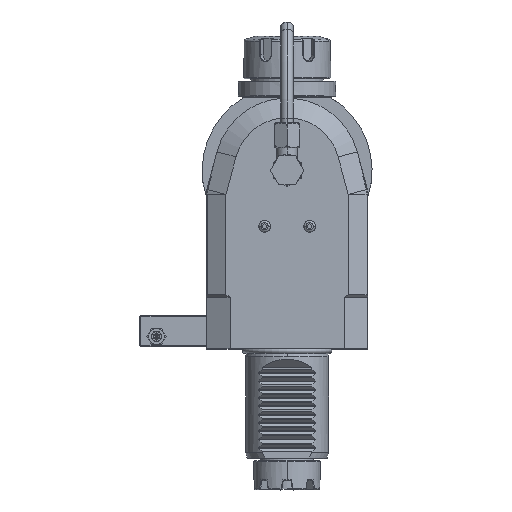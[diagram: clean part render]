
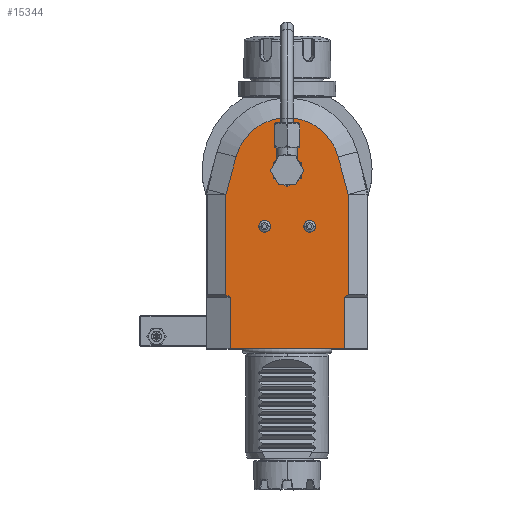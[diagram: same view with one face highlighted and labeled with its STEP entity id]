
A CAD part, top view. The second image highlights one B-rep face of the part: STEP entity #15344.
In plain terms, the highlighted planar face has unit normal (0, 0, 1).
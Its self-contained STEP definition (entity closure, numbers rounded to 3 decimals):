
#250=DIRECTION('',(-1.,0.,0.));
#251=VECTOR('',#250,55.);
#252=CARTESIAN_POINT('',(27.5,-86.,40.));
#253=LINE('',#252,#251);
#426=DIRECTION('',(0.,-1.,0.));
#427=VECTOR('',#426,25.);
#428=CARTESIAN_POINT('',(27.5,-61.,40.));
#429=LINE('',#428,#427);
#430=DIRECTION('',(0.,1.,0.));
#431=VECTOR('',#430,25.);
#432=CARTESIAN_POINT('',(-27.5,-86.,40.));
#433=LINE('',#432,#431);
#434=DIRECTION('',(0.894,-0.447,0.));
#435=VECTOR('',#434,2.236);
#436=CARTESIAN_POINT('',(-29.5,-60.,40.));
#437=LINE('',#436,#435);
#438=DIRECTION('',(0.,-1.,0.));
#439=VECTOR('',#438,48.363);
#440=CARTESIAN_POINT('',(-29.5,-11.637,40.));
#441=LINE('',#440,#439);
#442=CARTESIAN_POINT('',(-29.,-11.637,40.));
#443=DIRECTION('',(0.,0.,1.));
#444=DIRECTION('',(-0.966,0.259,0.));
#445=AXIS2_PLACEMENT_3D('',#442,#443,#444);
#447=DIRECTION('',(-0.259,-0.966,0.));
#448=VECTOR('',#447,18.746);
#449=CARTESIAN_POINT('',(-24.631,6.6,40.));
#450=LINE('',#449,#448);
#451=CARTESIAN_POINT('',(0.,0.,40.));
#452=DIRECTION('',(0.,0.,1.));
#453=DIRECTION('',(0.966,0.259,0.));
#454=AXIS2_PLACEMENT_3D('',#451,#452,#453);
#456=DIRECTION('',(-0.259,0.966,0.));
#457=VECTOR('',#456,18.746);
#458=CARTESIAN_POINT('',(29.483,-11.507,40.));
#459=LINE('',#458,#457);
#460=CARTESIAN_POINT('',(29.,-11.637,40.));
#461=DIRECTION('',(0.,0.,1.));
#462=DIRECTION('',(1.,0.,0.));
#463=AXIS2_PLACEMENT_3D('',#460,#461,#462);
#465=DIRECTION('',(0.,1.,0.));
#466=VECTOR('',#465,48.363);
#467=CARTESIAN_POINT('',(29.5,-60.,40.));
#468=LINE('',#467,#466);
#469=DIRECTION('',(0.894,0.447,0.));
#470=VECTOR('',#469,2.236);
#471=CARTESIAN_POINT('',(27.5,-61.,40.));
#472=LINE('',#471,#470);
#473=CARTESIAN_POINT('',(0.,0.,40.));
#474=DIRECTION('',(0.,0.,1.));
#475=DIRECTION('',(1.,0.,0.));
#476=AXIS2_PLACEMENT_3D('',#473,#474,#475);
#478=CARTESIAN_POINT('',(0.,0.,40.));
#479=DIRECTION('',(0.,0.,1.));
#480=DIRECTION('',(-1.,0.,0.));
#481=AXIS2_PLACEMENT_3D('',#478,#479,#480);
#483=CARTESIAN_POINT('',(10.864,-26.888,40.));
#484=DIRECTION('',(0.,0.,1.));
#485=DIRECTION('',(-1.,0.,0.));
#486=AXIS2_PLACEMENT_3D('',#483,#484,#485);
#488=CARTESIAN_POINT('',(10.864,-26.888,40.));
#489=DIRECTION('',(0.,0.,1.));
#490=DIRECTION('',(1.,0.,0.));
#491=AXIS2_PLACEMENT_3D('',#488,#489,#490);
#493=CARTESIAN_POINT('',(-10.864,-26.888,40.));
#494=DIRECTION('',(0.,0.,1.));
#495=DIRECTION('',(-1.,0.,0.));
#496=AXIS2_PLACEMENT_3D('',#493,#494,#495);
#498=CARTESIAN_POINT('',(-10.864,-26.888,40.));
#499=DIRECTION('',(0.,0.,1.));
#500=DIRECTION('',(1.,0.,0.));
#501=AXIS2_PLACEMENT_3D('',#498,#499,#500);
#13420=CARTESIAN_POINT('',(24.631,6.6,40.));
#13421=CARTESIAN_POINT('',(-24.631,6.6,40.));
#13422=VERTEX_POINT('',#13420);
#13423=VERTEX_POINT('',#13421);
#13428=CARTESIAN_POINT('',(-29.483,-11.507,40.));
#13429=VERTEX_POINT('',#13428);
#13430=CARTESIAN_POINT('',(29.483,-11.507,40.));
#13431=VERTEX_POINT('',#13430);
#13432=CARTESIAN_POINT('',(-29.5,-11.637,40.));
#13433=VERTEX_POINT('',#13432);
#13434=CARTESIAN_POINT('',(29.5,-11.637,40.));
#13435=VERTEX_POINT('',#13434);
#13453=CARTESIAN_POINT('',(29.5,-60.,40.));
#13455=VERTEX_POINT('',#13453);
#13462=CARTESIAN_POINT('',(-29.5,-60.,40.));
#13463=VERTEX_POINT('',#13462);
#13774=CARTESIAN_POINT('',(-13.714,-26.888,40.));
#13775=CARTESIAN_POINT('',(-8.014,-26.888,40.));
#13776=VERTEX_POINT('',#13774);
#13777=VERTEX_POINT('',#13775);
#13810=CARTESIAN_POINT('',(8.014,-26.888,40.));
#13811=CARTESIAN_POINT('',(13.714,-26.888,40.));
#13812=VERTEX_POINT('',#13810);
#13813=VERTEX_POINT('',#13811);
#13926=CARTESIAN_POINT('',(27.5,-61.,40.));
#13927=VERTEX_POINT('',#13926);
#13928=CARTESIAN_POINT('',(-27.5,-61.,40.));
#13929=VERTEX_POINT('',#13928);
#14563=CARTESIAN_POINT('',(6.5,0.,40.));
#14564=CARTESIAN_POINT('',(-6.5,0.,40.));
#14565=VERTEX_POINT('',#14563);
#14566=VERTEX_POINT('',#14564);
#14727=CARTESIAN_POINT('',(-27.5,-86.,40.));
#14729=VERTEX_POINT('',#14727);
#14732=CARTESIAN_POINT('',(27.5,-86.,40.));
#14734=VERTEX_POINT('',#14732);
#15297=CARTESIAN_POINT('',(0.,0.,40.));
#15298=DIRECTION('',(0.,0.,1.));
#15299=DIRECTION('',(1.,0.,0.));
#15300=AXIS2_PLACEMENT_3D('',#15297,#15298,#15299);
#15301=PLANE('',#15300);
#15303=ORIENTED_EDGE('',*,*,#15302,.T.);
#15304=ORIENTED_EDGE('',*,*,#15261,.T.);
#15305=ORIENTED_EDGE('',*,*,#15288,.T.);
#15307=ORIENTED_EDGE('',*,*,#15306,.F.);
#15309=ORIENTED_EDGE('',*,*,#15308,.F.);
#15311=ORIENTED_EDGE('',*,*,#15310,.F.);
#15313=ORIENTED_EDGE('',*,*,#15312,.F.);
#15315=ORIENTED_EDGE('',*,*,#15314,.F.);
#15317=ORIENTED_EDGE('',*,*,#15316,.F.);
#15319=ORIENTED_EDGE('',*,*,#15318,.F.);
#15321=ORIENTED_EDGE('',*,*,#15320,.F.);
#15323=ORIENTED_EDGE('',*,*,#15322,.F.);
#15324=EDGE_LOOP('',(#15303,#15304,#15305,#15307,#15309,#15311,#15313,#15315,
#15317,#15319,#15321,#15323));
#15325=FACE_OUTER_BOUND('',#15324,.F.);
#15327=ORIENTED_EDGE('',*,*,#15326,.T.);
#15329=ORIENTED_EDGE('',*,*,#15328,.T.);
#15330=EDGE_LOOP('',(#15327,#15329));
#15331=FACE_BOUND('',#15330,.F.);
#15333=ORIENTED_EDGE('',*,*,#15332,.T.);
#15335=ORIENTED_EDGE('',*,*,#15334,.T.);
#15336=EDGE_LOOP('',(#15333,#15335));
#15337=FACE_BOUND('',#15336,.F.);
#15339=ORIENTED_EDGE('',*,*,#15338,.T.);
#15341=ORIENTED_EDGE('',*,*,#15340,.T.);
#15342=EDGE_LOOP('',(#15339,#15341));
#15343=FACE_BOUND('',#15342,.F.);
#446=CIRCLE('',#445,0.5);
#455=CIRCLE('',#454,25.5);
#464=CIRCLE('',#463,0.5);
#477=CIRCLE('',#476,6.5);
#482=CIRCLE('',#481,6.5);
#487=CIRCLE('',#486,2.85);
#492=CIRCLE('',#491,2.85);
#497=CIRCLE('',#496,2.85);
#502=CIRCLE('',#501,2.85);
#15261=EDGE_CURVE('',#14734,#14729,#253,.T.);
#15288=EDGE_CURVE('',#14729,#13929,#433,.T.);
#15302=EDGE_CURVE('',#13927,#14734,#429,.T.);
#15306=EDGE_CURVE('',#13463,#13929,#437,.T.);
#15308=EDGE_CURVE('',#13433,#13463,#441,.T.);
#15310=EDGE_CURVE('',#13429,#13433,#446,.T.);
#15312=EDGE_CURVE('',#13423,#13429,#450,.T.);
#15314=EDGE_CURVE('',#13422,#13423,#455,.T.);
#15316=EDGE_CURVE('',#13431,#13422,#459,.T.);
#15318=EDGE_CURVE('',#13435,#13431,#464,.T.);
#15320=EDGE_CURVE('',#13455,#13435,#468,.T.);
#15322=EDGE_CURVE('',#13927,#13455,#472,.T.);
#15326=EDGE_CURVE('',#14565,#14566,#477,.T.);
#15328=EDGE_CURVE('',#14566,#14565,#482,.T.);
#15332=EDGE_CURVE('',#13812,#13813,#487,.T.);
#15334=EDGE_CURVE('',#13813,#13812,#492,.T.);
#15338=EDGE_CURVE('',#13776,#13777,#497,.T.);
#15340=EDGE_CURVE('',#13777,#13776,#502,.T.);
#15344=ADVANCED_FACE('',(#15325,#15331,#15337,#15343),#15301,.T.);
